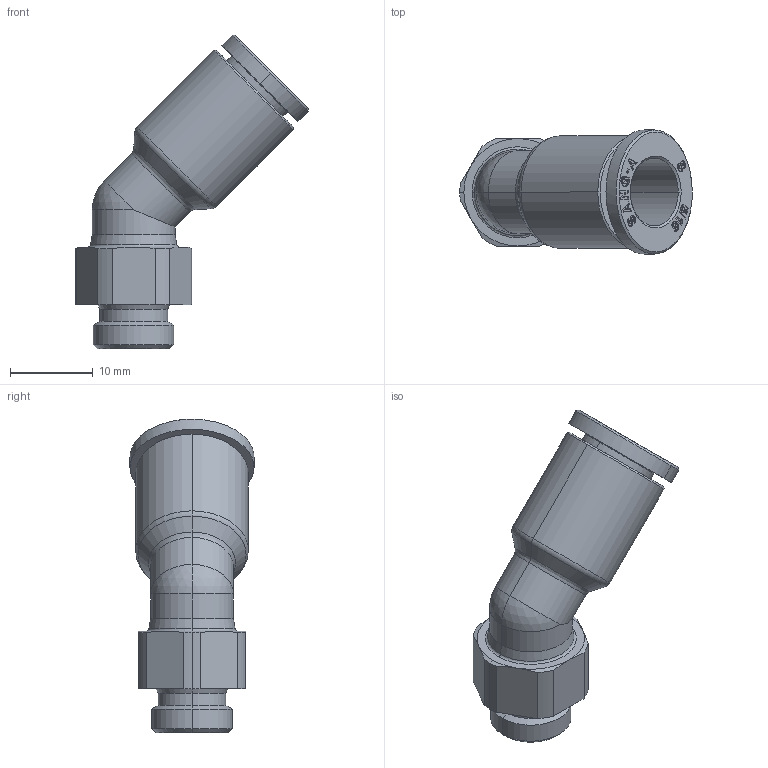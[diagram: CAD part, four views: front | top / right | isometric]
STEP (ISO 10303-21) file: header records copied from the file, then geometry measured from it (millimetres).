
FILE_DESCRIPTION((''),'2;1');
FILE_NAME('GPL45 08G01(3D).stp','2012-12-21T09:39:57',(''),(''),'Mechanical Desktop.R8.0.24.0','Mechanical Desktop.R8.0.24.0',', , ');
FILE_SCHEMA(('CONFIG_CONTROL_DESIGN'));
Length unit declared in the file: millimetre
Products named in the file (2): GPL45 08G01(3D); 睡ヶ1
Assembly tree (1 placements, depth 2):
  GPL45 08G01(3D)
    睡ヶ1
Bounding box: 28.11 x 15 x 37.9 mm (x, y, z)
Volume: 3458.9 mm3; surface area: 2716.7 mm2
Topology: 1 solids, 1 shells, 445 faces, 1225 edges, 803 vertices
Faces by surface type: plane 347, cylinder 33, bspline 33, cone 28, sphere 2, torus 2
Entity records: 14889 total; most frequent: CARTESIAN_POINT 3489, ORIENTED_EDGE 2446, DIRECTION 2194, EDGE_CURVE 1223, VECTOR 1046, LINE 1046, VERTEX_POINT 803, AXIS2_PLACEMENT_3D 574
